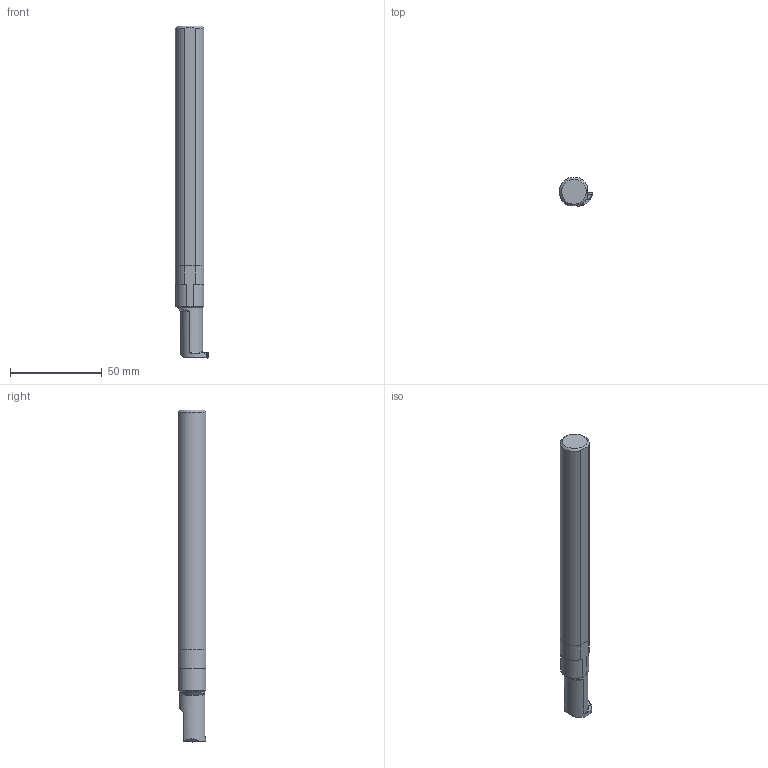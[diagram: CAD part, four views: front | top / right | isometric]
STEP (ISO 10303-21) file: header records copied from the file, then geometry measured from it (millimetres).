
FILE_DESCRIPTION(/* description */ (''),/* implementation_level */ '2;1');
FILE_NAME(/* name */ 'A16Q-CGEL1303.stp',/* time_stamp */ '2018-03-29T15:45:27+05:00',/* author */ (''),/* organization */ (''),/* preprocessor_version */ 'ST-DEVELOPER v16',/* originating_system */ 'SIEMENS PLM Software NX 11.0',/* authorisation */ '');
FILE_SCHEMA (('AUTOMOTIVE_DESIGN { 1 0 10303 214 3 1 1 1 }'));
Length unit declared in the file: millimetre
Products named in the file (1): A16Q-CGEL1303
Bounding box: 18.19 x 15 x 180.98 mm (x, y, z)
Volume: 33048.7 mm3; surface area: 9660.3 mm2
Topology: 3 solids, 3 shells, 114 faces, 290 edges, 182 vertices
Faces by surface type: plane 55, cylinder 33, bspline 16, extrusion 6, cone 3, torus 1
Full cylindrical faces by diameter (mm): 14 x1
Entity records: 3864 total; most frequent: CARTESIAN_POINT 1225, ORIENTED_EDGE 572, DIRECTION 483, EDGE_CURVE 286, VERTEX_POINT 180, AXIS2_PLACEMENT_3D 163, VECTOR 157, LINE 151
